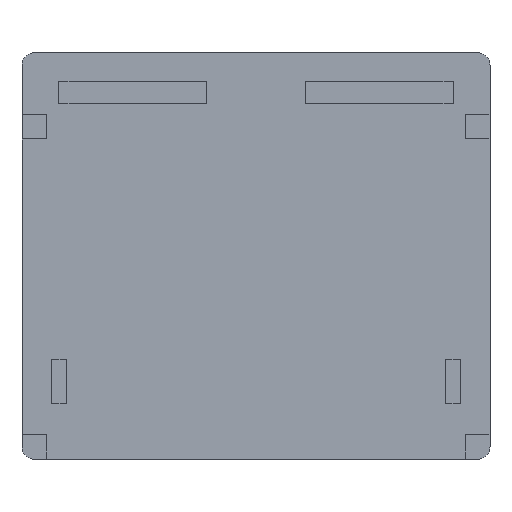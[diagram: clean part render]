
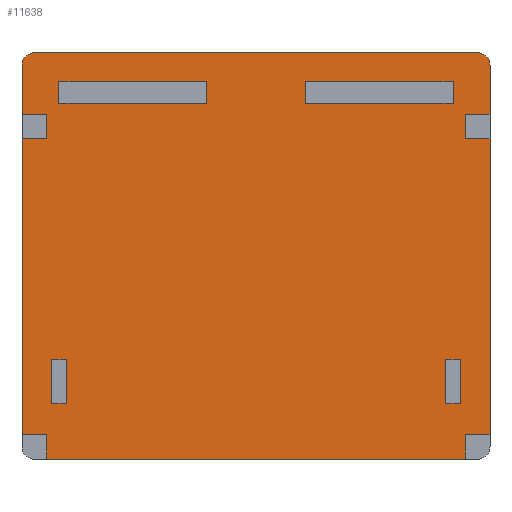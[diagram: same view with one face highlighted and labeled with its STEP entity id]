
A CAD part, front view. The second image highlights one B-rep face of the part: STEP entity #11638.
In plain terms, the highlighted planar face has unit normal (0, -1, 0).
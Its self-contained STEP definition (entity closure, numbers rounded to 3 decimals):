
#28=CIRCLE('',#11912,1.);
#29=CIRCLE('',#11915,1.);
#80=FACE_BOUND('',#1640,.T.);
#81=FACE_BOUND('',#1641,.T.);
#82=FACE_BOUND('',#1642,.T.);
#83=FACE_BOUND('',#1643,.T.);
#352=PLANE('',#11951);
#975=FACE_OUTER_BOUND('',#1639,.T.);
#1639=EDGE_LOOP('',(#10624,#10625,#10626,#10627,#10628,#10629,#10630,#10631,
#10632,#10633,#10634,#10635,#10636,#10637,#10638,#10639,#10640,#10641));
#1640=EDGE_LOOP('',(#10642,#10643,#10644,#10645));
#1641=EDGE_LOOP('',(#10646,#10647,#10648,#10649));
#1642=EDGE_LOOP('',(#10650,#10651,#10652,#10653));
#1643=EDGE_LOOP('',(#10654,#10655,#10656,#10657));
#2541=LINE('',#22539,#3565);
#2555=LINE('',#22581,#3579);
#2559=LINE('',#22589,#3583);
#2569=LINE('',#22614,#3593);
#2576=LINE('',#22633,#3600);
#2580=LINE('',#22641,#3604);
#2595=LINE('',#22689,#3619);
#2599=LINE('',#22697,#3623);
#2602=LINE('',#22703,#3626);
#2605=LINE('',#22708,#3629);
#2607=LINE('',#22714,#3631);
#2611=LINE('',#22722,#3635);
#2614=LINE('',#22728,#3638);
#2617=LINE('',#22733,#3641);
#2619=LINE('',#22739,#3643);
#2623=LINE('',#22747,#3647);
#2626=LINE('',#22753,#3650);
#2629=LINE('',#22758,#3653);
#2631=LINE('',#22764,#3655);
#2635=LINE('',#22772,#3659);
#2638=LINE('',#22778,#3662);
#2641=LINE('',#22783,#3665);
#2650=LINE('',#22803,#3674);
#2653=LINE('',#22808,#3677);
#2655=LINE('',#22813,#3679);
#2658=LINE('',#22819,#3682);
#2661=LINE('',#22824,#3685);
#2663=LINE('',#22829,#3687);
#2664=LINE('',#22830,#3688);
#2665=LINE('',#22832,#3689);
#2666=LINE('',#22834,#3690);
#2667=LINE('',#22835,#3691);
#3565=VECTOR('',#13279,10.);
#3579=VECTOR('',#13321,10.);
#3583=VECTOR('',#13325,10.);
#3593=VECTOR('',#13345,10.);
#3600=VECTOR('',#13360,10.);
#3604=VECTOR('',#13364,10.);
#3619=VECTOR('',#13425,10.);
#3623=VECTOR('',#13431,10.);
#3626=VECTOR('',#13436,10.);
#3629=VECTOR('',#13441,10.);
#3631=VECTOR('',#13447,10.);
#3635=VECTOR('',#13453,10.);
#3638=VECTOR('',#13458,10.);
#3641=VECTOR('',#13463,10.);
#3643=VECTOR('',#13469,10.);
#3647=VECTOR('',#13475,10.);
#3650=VECTOR('',#13480,10.);
#3653=VECTOR('',#13485,10.);
#3655=VECTOR('',#13491,10.);
#3659=VECTOR('',#13497,10.);
#3662=VECTOR('',#13502,10.);
#3665=VECTOR('',#13507,10.);
#3674=VECTOR('',#13532,10.);
#3677=VECTOR('',#13537,10.);
#3679=VECTOR('',#13543,10.);
#3682=VECTOR('',#13548,10.);
#3685=VECTOR('',#13553,10.);
#3687=VECTOR('',#13559,10.);
#3688=VECTOR('',#13560,10.);
#3689=VECTOR('',#13561,10.);
#3690=VECTOR('',#13562,10.);
#3691=VECTOR('',#13563,10.);
#5427=VERTEX_POINT('',#22536);
#5428=VERTEX_POINT('',#22538);
#5441=VERTEX_POINT('',#22578);
#5442=VERTEX_POINT('',#22580);
#5445=VERTEX_POINT('',#22586);
#5446=VERTEX_POINT('',#22588);
#5455=VERTEX_POINT('',#22611);
#5456=VERTEX_POINT('',#22613);
#5463=VERTEX_POINT('',#22630);
#5464=VERTEX_POINT('',#22632);
#5467=VERTEX_POINT('',#22638);
#5468=VERTEX_POINT('',#22640);
#5477=VERTEX_POINT('',#22687);
#5478=VERTEX_POINT('',#22688);
#5481=VERTEX_POINT('',#22696);
#5483=VERTEX_POINT('',#22702);
#5485=VERTEX_POINT('',#22712);
#5486=VERTEX_POINT('',#22713);
#5489=VERTEX_POINT('',#22721);
#5491=VERTEX_POINT('',#22727);
#5493=VERTEX_POINT('',#22737);
#5494=VERTEX_POINT('',#22738);
#5497=VERTEX_POINT('',#22746);
#5499=VERTEX_POINT('',#22752);
#5501=VERTEX_POINT('',#22762);
#5502=VERTEX_POINT('',#22763);
#5505=VERTEX_POINT('',#22771);
#5507=VERTEX_POINT('',#22777);
#5511=VERTEX_POINT('',#22802);
#5513=VERTEX_POINT('',#22812);
#5515=VERTEX_POINT('',#22818);
#5517=VERTEX_POINT('',#22828);
#5518=VERTEX_POINT('',#22831);
#5519=VERTEX_POINT('',#22833);
#7093=EDGE_CURVE('',#5427,#5428,#2541,.T.);
#7109=EDGE_CURVE('',#5442,#5441,#2555,.T.);
#7113=EDGE_CURVE('',#5446,#5445,#2559,.T.);
#7125=EDGE_CURVE('',#5455,#5456,#2569,.T.);
#7134=EDGE_CURVE('',#5464,#5463,#2576,.T.);
#7138=EDGE_CURVE('',#5468,#5467,#2580,.T.);
#7159=EDGE_CURVE('',#5456,#5463,#28,.T.);
#7160=EDGE_CURVE('',#5446,#5455,#29,.T.);
#7163=EDGE_CURVE('',#5477,#5478,#2595,.T.);
#7167=EDGE_CURVE('',#5478,#5481,#2599,.T.);
#7170=EDGE_CURVE('',#5481,#5483,#2602,.T.);
#7173=EDGE_CURVE('',#5483,#5477,#2605,.T.);
#7175=EDGE_CURVE('',#5485,#5486,#2607,.T.);
#7179=EDGE_CURVE('',#5486,#5489,#2611,.T.);
#7182=EDGE_CURVE('',#5489,#5491,#2614,.T.);
#7185=EDGE_CURVE('',#5491,#5485,#2617,.T.);
#7187=EDGE_CURVE('',#5493,#5494,#2619,.T.);
#7191=EDGE_CURVE('',#5494,#5497,#2623,.T.);
#7194=EDGE_CURVE('',#5497,#5499,#2626,.T.);
#7197=EDGE_CURVE('',#5499,#5493,#2629,.T.);
#7199=EDGE_CURVE('',#5501,#5502,#2631,.T.);
#7203=EDGE_CURVE('',#5502,#5505,#2635,.T.);
#7206=EDGE_CURVE('',#5505,#5507,#2638,.T.);
#7209=EDGE_CURVE('',#5507,#5501,#2641,.T.);
#7218=EDGE_CURVE('',#5441,#5511,#2650,.T.);
#7221=EDGE_CURVE('',#5511,#5428,#2653,.T.);
#7223=EDGE_CURVE('',#5445,#5513,#2655,.T.);
#7226=EDGE_CURVE('',#5513,#5515,#2658,.T.);
#7229=EDGE_CURVE('',#5515,#5442,#2661,.T.);
#7231=EDGE_CURVE('',#5427,#5517,#2663,.T.);
#7232=EDGE_CURVE('',#5517,#5468,#2664,.T.);
#7233=EDGE_CURVE('',#5467,#5518,#2665,.T.);
#7234=EDGE_CURVE('',#5518,#5519,#2666,.T.);
#7235=EDGE_CURVE('',#5519,#5464,#2667,.T.);
#10624=ORIENTED_EDGE('',*,*,#7159,.F.);
#10625=ORIENTED_EDGE('',*,*,#7125,.F.);
#10626=ORIENTED_EDGE('',*,*,#7160,.F.);
#10627=ORIENTED_EDGE('',*,*,#7113,.T.);
#10628=ORIENTED_EDGE('',*,*,#7223,.T.);
#10629=ORIENTED_EDGE('',*,*,#7226,.T.);
#10630=ORIENTED_EDGE('',*,*,#7229,.T.);
#10631=ORIENTED_EDGE('',*,*,#7109,.T.);
#10632=ORIENTED_EDGE('',*,*,#7218,.T.);
#10633=ORIENTED_EDGE('',*,*,#7221,.T.);
#10634=ORIENTED_EDGE('',*,*,#7093,.F.);
#10635=ORIENTED_EDGE('',*,*,#7231,.T.);
#10636=ORIENTED_EDGE('',*,*,#7232,.T.);
#10637=ORIENTED_EDGE('',*,*,#7138,.T.);
#10638=ORIENTED_EDGE('',*,*,#7233,.T.);
#10639=ORIENTED_EDGE('',*,*,#7234,.T.);
#10640=ORIENTED_EDGE('',*,*,#7235,.T.);
#10641=ORIENTED_EDGE('',*,*,#7134,.T.);
#10642=ORIENTED_EDGE('',*,*,#7163,.T.);
#10643=ORIENTED_EDGE('',*,*,#7167,.T.);
#10644=ORIENTED_EDGE('',*,*,#7170,.T.);
#10645=ORIENTED_EDGE('',*,*,#7173,.T.);
#10646=ORIENTED_EDGE('',*,*,#7175,.T.);
#10647=ORIENTED_EDGE('',*,*,#7179,.T.);
#10648=ORIENTED_EDGE('',*,*,#7182,.T.);
#10649=ORIENTED_EDGE('',*,*,#7185,.T.);
#10650=ORIENTED_EDGE('',*,*,#7187,.T.);
#10651=ORIENTED_EDGE('',*,*,#7191,.T.);
#10652=ORIENTED_EDGE('',*,*,#7194,.T.);
#10653=ORIENTED_EDGE('',*,*,#7197,.T.);
#10654=ORIENTED_EDGE('',*,*,#7199,.T.);
#10655=ORIENTED_EDGE('',*,*,#7203,.T.);
#10656=ORIENTED_EDGE('',*,*,#7206,.T.);
#10657=ORIENTED_EDGE('',*,*,#7209,.T.);
#11638=ADVANCED_FACE('',(#975,#80,#81,#82,#83),#352,.T.);
#11912=AXIS2_PLACEMENT_3D('',#22679,#13410,#13411);
#11915=AXIS2_PLACEMENT_3D('',#22682,#13416,#13417);
#11951=AXIS2_PLACEMENT_3D('',#22827,#13557,#13558);
#13279=DIRECTION('',(-1.,0.,0.));
#13321=DIRECTION('',(0.,0.,-1.));
#13325=DIRECTION('',(0.,0.,-1.));
#13345=DIRECTION('',(1.,0.,0.));
#13360=DIRECTION('',(0.,0.,1.));
#13364=DIRECTION('',(0.,0.,1.));
#13410=DIRECTION('center_axis',(0.,1.,0.));
#13411=DIRECTION('ref_axis',(0.707,0.,0.707));
#13416=DIRECTION('center_axis',(0.,1.,0.));
#13417=DIRECTION('ref_axis',(-0.707,0.,0.707));
#13425=DIRECTION('',(0.,0.,1.));
#13431=DIRECTION('',(1.,0.,0.));
#13436=DIRECTION('',(0.,0.,-1.));
#13441=DIRECTION('',(-1.,0.,0.));
#13447=DIRECTION('',(0.,0.,1.));
#13453=DIRECTION('',(1.,0.,0.));
#13458=DIRECTION('',(0.,0.,-1.));
#13463=DIRECTION('',(-1.,0.,0.));
#13469=DIRECTION('',(0.,0.,1.));
#13475=DIRECTION('',(1.,0.,0.));
#13480=DIRECTION('',(0.,0.,-1.));
#13485=DIRECTION('',(-1.,0.,0.));
#13491=DIRECTION('',(0.,0.,1.));
#13497=DIRECTION('',(1.,0.,0.));
#13502=DIRECTION('',(0.,0.,-1.));
#13507=DIRECTION('',(-1.,0.,0.));
#13532=DIRECTION('',(1.,0.,0.));
#13537=DIRECTION('',(0.,0.,-1.));
#13543=DIRECTION('',(1.,0.,0.));
#13548=DIRECTION('',(0.,0.,-1.));
#13553=DIRECTION('',(-1.,0.,0.));
#13557=DIRECTION('center_axis',(0.,-1.,0.));
#13558=DIRECTION('ref_axis',(1.,0.,0.));
#13559=DIRECTION('',(0.,0.,1.));
#13560=DIRECTION('',(1.,0.,0.));
#13561=DIRECTION('',(-1.,0.,0.));
#13562=DIRECTION('',(0.,0.,1.));
#13563=DIRECTION('',(1.,0.,0.));
#22536=CARTESIAN_POINT('',(17.,0.,-16.5));
#22538=CARTESIAN_POINT('',(-17.,0.,-16.5));
#22539=CARTESIAN_POINT('',(-19.,0.,-16.5));
#22578=CARTESIAN_POINT('',(-19.,0.,-14.5));
#22580=CARTESIAN_POINT('',(-19.,0.,9.5));
#22581=CARTESIAN_POINT('',(-19.,0.,0.));
#22586=CARTESIAN_POINT('',(-19.,0.,11.5));
#22588=CARTESIAN_POINT('',(-19.,0.,15.5));
#22589=CARTESIAN_POINT('',(-19.,0.,0.));
#22611=CARTESIAN_POINT('',(-18.,0.,16.5));
#22613=CARTESIAN_POINT('',(18.,0.,16.5));
#22614=CARTESIAN_POINT('',(-19.,0.,16.5));
#22630=CARTESIAN_POINT('',(19.,0.,15.5));
#22632=CARTESIAN_POINT('',(19.,0.,11.5));
#22633=CARTESIAN_POINT('',(19.,0.,0.));
#22638=CARTESIAN_POINT('',(19.,0.,9.5));
#22640=CARTESIAN_POINT('',(19.,0.,-14.5));
#22641=CARTESIAN_POINT('',(19.,0.,0.));
#22679=CARTESIAN_POINT('Origin',(18.,0.,15.5));
#22682=CARTESIAN_POINT('Origin',(-18.,0.,15.5));
#22687=CARTESIAN_POINT('',(15.4,0.,-12.));
#22688=CARTESIAN_POINT('',(15.4,0.,-8.4));
#22689=CARTESIAN_POINT('',(15.4,0.,-4.2));
#22696=CARTESIAN_POINT('',(16.6,0.,-8.4));
#22697=CARTESIAN_POINT('',(-1.2,0.,-8.4));
#22702=CARTESIAN_POINT('',(16.6,0.,-12.));
#22703=CARTESIAN_POINT('',(16.6,0.,-6.));
#22708=CARTESIAN_POINT('',(-1.8,0.,-12.));
#22712=CARTESIAN_POINT('',(4.,0.,12.4));
#22713=CARTESIAN_POINT('',(4.,0.,14.2));
#22714=CARTESIAN_POINT('',(4.,0.,7.1));
#22721=CARTESIAN_POINT('',(16.,0.,14.2));
#22722=CARTESIAN_POINT('',(-1.5,0.,14.2));
#22727=CARTESIAN_POINT('',(16.,0.,12.4));
#22728=CARTESIAN_POINT('',(16.,0.,6.2));
#22733=CARTESIAN_POINT('',(-7.5,0.,12.4));
#22737=CARTESIAN_POINT('',(-16.6,0.,-12.));
#22738=CARTESIAN_POINT('',(-16.6,0.,-8.4));
#22739=CARTESIAN_POINT('',(-16.6,0.,-4.2));
#22746=CARTESIAN_POINT('',(-15.4,0.,-8.4));
#22747=CARTESIAN_POINT('',(-17.2,0.,-8.4));
#22752=CARTESIAN_POINT('',(-15.4,0.,-12.));
#22753=CARTESIAN_POINT('',(-15.4,0.,-6.));
#22758=CARTESIAN_POINT('',(-17.8,0.,-12.));
#22762=CARTESIAN_POINT('',(-16.,0.,12.4));
#22763=CARTESIAN_POINT('',(-16.,0.,14.2));
#22764=CARTESIAN_POINT('',(-16.,0.,7.1));
#22771=CARTESIAN_POINT('',(-4.,0.,14.2));
#22772=CARTESIAN_POINT('',(-11.5,0.,14.2));
#22777=CARTESIAN_POINT('',(-4.,0.,12.4));
#22778=CARTESIAN_POINT('',(-4.,0.,6.2));
#22783=CARTESIAN_POINT('',(-17.5,0.,12.4));
#22802=CARTESIAN_POINT('',(-17.,0.,-14.5));
#22803=CARTESIAN_POINT('',(-18.,0.,-14.5));
#22808=CARTESIAN_POINT('',(-17.,0.,-8.25));
#22812=CARTESIAN_POINT('',(-17.,0.,11.5));
#22813=CARTESIAN_POINT('',(-18.,0.,11.5));
#22818=CARTESIAN_POINT('',(-17.,0.,9.5));
#22819=CARTESIAN_POINT('',(-17.,0.,4.75));
#22824=CARTESIAN_POINT('',(-19.,0.,9.5));
#22827=CARTESIAN_POINT('Origin',(-19.,0.,0.));
#22828=CARTESIAN_POINT('',(17.,0.,-14.5));
#22829=CARTESIAN_POINT('',(17.,0.,-7.25));
#22830=CARTESIAN_POINT('',(0.,0.,-14.5));
#22831=CARTESIAN_POINT('',(17.,0.,9.5));
#22832=CARTESIAN_POINT('',(-1.,0.,9.5));
#22833=CARTESIAN_POINT('',(17.,0.,11.5));
#22834=CARTESIAN_POINT('',(17.,0.,5.75));
#22835=CARTESIAN_POINT('',(0.,0.,11.5));
